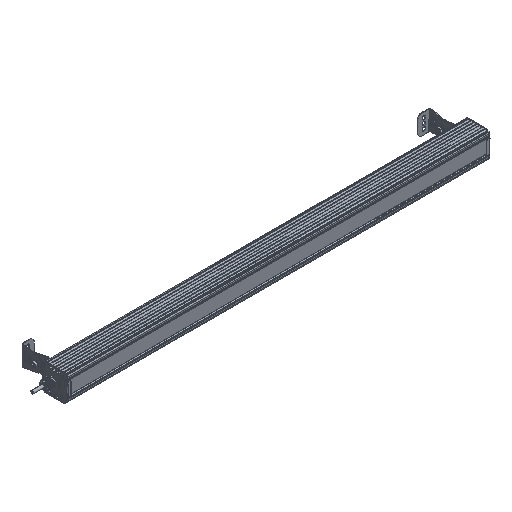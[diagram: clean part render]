
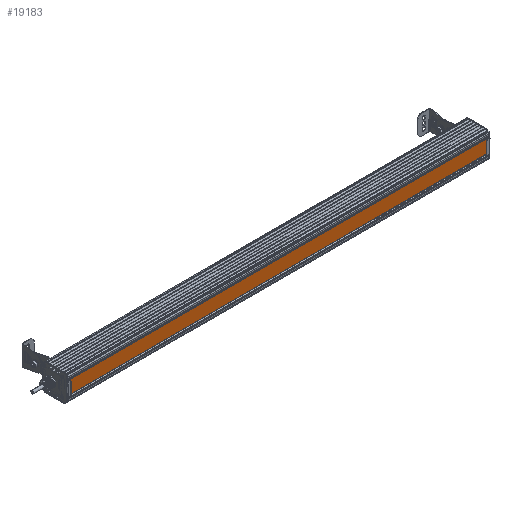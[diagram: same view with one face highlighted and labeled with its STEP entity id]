
A CAD part, isometric view. The second image highlights one B-rep face of the part: STEP entity #19183.
In plain terms, the highlighted planar face has unit normal (0, -1, 0).
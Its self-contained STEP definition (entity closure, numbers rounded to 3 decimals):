
#19183=ADVANCED_FACE('',(#31716),#31718,.F.);
#31716=FACE_BOUND('',#31717,.T.);
#31717=EDGE_LOOP('',(#58482,#58483,#58484,#58485));
#31718=PLANE('',#31719);
#31719=AXIS2_PLACEMENT_3D('',#31720,#31721,#31722);
#31720=CARTESIAN_POINT('',(0.,0.,0.));
#31721=DIRECTION('',(0.,1.,0.));
#31722=DIRECTION('',(0.,0.,-1.));
#58482=ORIENTED_EDGE('',*,*,#64020,.F.);
#58483=ORIENTED_EDGE('',*,*,#64017,.F.);
#58484=ORIENTED_EDGE('',*,*,#64014,.F.);
#58485=ORIENTED_EDGE('',*,*,#64010,.F.);
#64010=EDGE_CURVE('',#71595,#71596,#71597,.T.);
#64014=EDGE_CURVE('',#71596,#71603,#71604,.T.);
#64017=EDGE_CURVE('',#71603,#71608,#71609,.T.);
#64020=EDGE_CURVE('',#71608,#71595,#71613,.T.);
#71595=VERTEX_POINT('',#97049);
#71596=VERTEX_POINT('',#97050);
#71597=LINE('',#97051,#97052);
#71603=VERTEX_POINT('',#97065);
#71604=LINE('',#97066,#97067);
#71608=VERTEX_POINT('',#97076);
#71609=LINE('',#97077,#97078);
#71613=LINE('',#97087,#97088);
#97049=CARTESIAN_POINT('',(-25.705,0.,598.));
#97050=CARTESIAN_POINT('',(25.705,0.,598.));
#97051=CARTESIAN_POINT('',(-25.705,0.,598.));
#97052=VECTOR('',#97053,1.);
#97053=DIRECTION('',(1.,0.,0.));
#97065=CARTESIAN_POINT('',(25.705,0.,-598.));
#97066=CARTESIAN_POINT('',(25.705,0.,598.));
#97067=VECTOR('',#97068,1.);
#97068=DIRECTION('',(0.,0.,-1.));
#97076=CARTESIAN_POINT('',(-25.705,0.,-598.));
#97077=CARTESIAN_POINT('',(25.705,0.,-598.));
#97078=VECTOR('',#97079,1.);
#97079=DIRECTION('',(-1.,0.,0.));
#97087=CARTESIAN_POINT('',(-25.705,0.,-598.));
#97088=VECTOR('',#97089,1.);
#97089=DIRECTION('',(0.,0.,1.));
